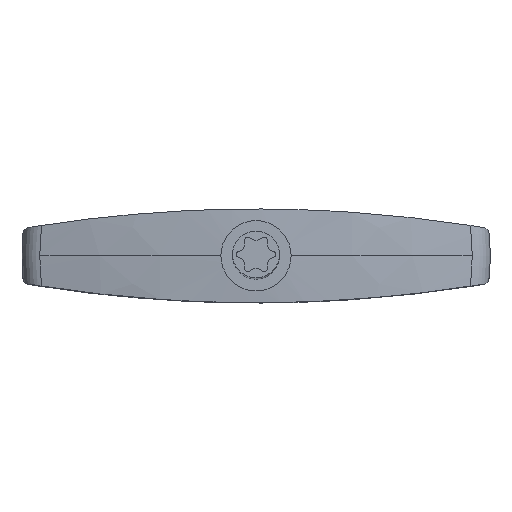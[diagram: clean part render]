
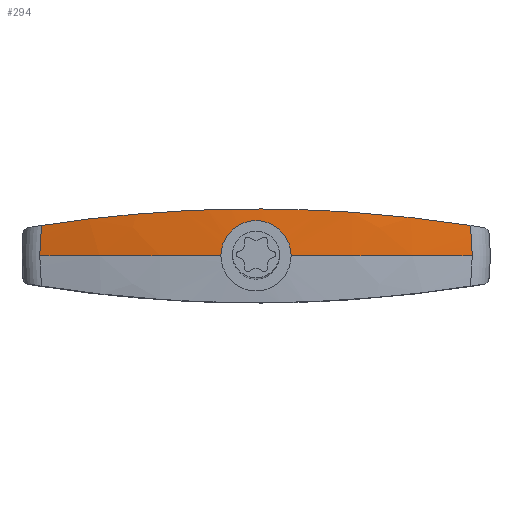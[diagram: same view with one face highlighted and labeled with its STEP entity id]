
A CAD part, top view. The second image highlights one B-rep face of the part: STEP entity #294.
In plain terms, the highlighted spherical face has radius 80 mm.
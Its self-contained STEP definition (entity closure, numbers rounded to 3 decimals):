
#39=SPHERICAL_SURFACE('',#1278,80.);
#45=B_SPLINE_CURVE_WITH_KNOTS('',3,(#1811,#1812,#1813,#1814,#1815,#1816),
 .UNSPECIFIED.,.F.,.F.,(4,2,4),(0.,0.5,1.),.UNSPECIFIED.);
#294=ADVANCED_FACE('',(#382),#39,.T.);
#382=FACE_OUTER_BOUND('',#451,.T.);
#451=EDGE_LOOP('',(#601,#602,#603,#604,#605,#606));
#601=ORIENTED_EDGE('',*,*,#1012,.T.);
#602=ORIENTED_EDGE('',*,*,#1013,.T.);
#603=ORIENTED_EDGE('',*,*,#1014,.T.);
#604=ORIENTED_EDGE('',*,*,#1011,.F.);
#605=ORIENTED_EDGE('',*,*,#1015,.F.);
#606=ORIENTED_EDGE('',*,*,#1016,.T.);
#881=VERTEX_POINT('',#1804);
#882=VERTEX_POINT('',#1806);
#883=VERTEX_POINT('',#1817);
#884=VERTEX_POINT('',#1818);
#885=VERTEX_POINT('',#1820);
#886=VERTEX_POINT('',#1823);
#1011=EDGE_CURVE('',#882,#881,#1167,.T.);
#1012=EDGE_CURVE('',#883,#884,#45,.T.);
#1013=EDGE_CURVE('',#884,#885,#1168,.T.);
#1014=EDGE_CURVE('',#885,#881,#1169,.T.);
#1015=EDGE_CURVE('',#886,#882,#1170,.T.);
#1016=EDGE_CURVE('',#886,#883,#1171,.T.);
#1167=CIRCLE('',#1272,3.);
#1168=CIRCLE('',#1274,18.462);
#1169=CIRCLE('',#1275,80.);
#1170=CIRCLE('',#1276,80.);
#1171=CIRCLE('',#1277,18.462);
#1272=AXIS2_PLACEMENT_3D('',#1809,#1478,#1479);
#1274=AXIS2_PLACEMENT_3D('',#1819,#1482,#1483);
#1275=AXIS2_PLACEMENT_3D('',#1821,#1484,#1485);
#1276=AXIS2_PLACEMENT_3D('',#1822,#1486,#1487);
#1277=AXIS2_PLACEMENT_3D('',#1824,#1488,#1489);
#1278=AXIS2_PLACEMENT_3D('',#1825,#1490,#1491);
#1478=DIRECTION('',(0.,0.,1.));
#1479=DIRECTION('',(1.,0.,0.));
#1482=DIRECTION('',(0.,0.,1.));
#1483=DIRECTION('',(-0.99,0.141,0.));
#1484=DIRECTION('',(0.,1.,0.));
#1485=DIRECTION('',(-0.037,0.,0.999));
#1486=DIRECTION('',(0.,-1.,0.));
#1487=DIRECTION('',(0.037,0.,0.999));
#1488=DIRECTION('',(0.,0.,1.));
#1489=DIRECTION('',(1.,0.,0.));
#1490=DIRECTION('',(0.,0.,-1.));
#1491=DIRECTION('',(-1.,0.,0.));
#1804=CARTESIAN_POINT('',(-3.,0.,-70.));
#1806=CARTESIAN_POINT('',(3.,0.,-70.));
#1809=CARTESIAN_POINT('',(0.,0.,-70.));
#1811=CARTESIAN_POINT('',(18.278,2.6,-72.103));
#1812=CARTESIAN_POINT('',(12.291,3.523,-70.728));
#1813=CARTESIAN_POINT('',(6.219,3.997,-70.049));
#1814=CARTESIAN_POINT('',(-6.091,4.003,-70.039));
#1815=CARTESIAN_POINT('',(-12.29,3.523,-70.728));
#1816=CARTESIAN_POINT('',(-18.278,2.6,-72.103));
#1817=CARTESIAN_POINT('',(18.278,2.6,-72.103));
#1818=CARTESIAN_POINT('',(-18.278,2.6,-72.103));
#1819=CARTESIAN_POINT('',(0.,0.,-72.103));
#1820=CARTESIAN_POINT('',(-18.462,0.,-72.103));
#1821=CARTESIAN_POINT('',(0.,0.,-149.944));
#1822=CARTESIAN_POINT('',(0.,0.,-149.944));
#1823=CARTESIAN_POINT('',(18.462,0.,-72.103));
#1824=CARTESIAN_POINT('',(0.,0.,-72.103));
#1825=CARTESIAN_POINT('',(0.,0.,-149.944));
